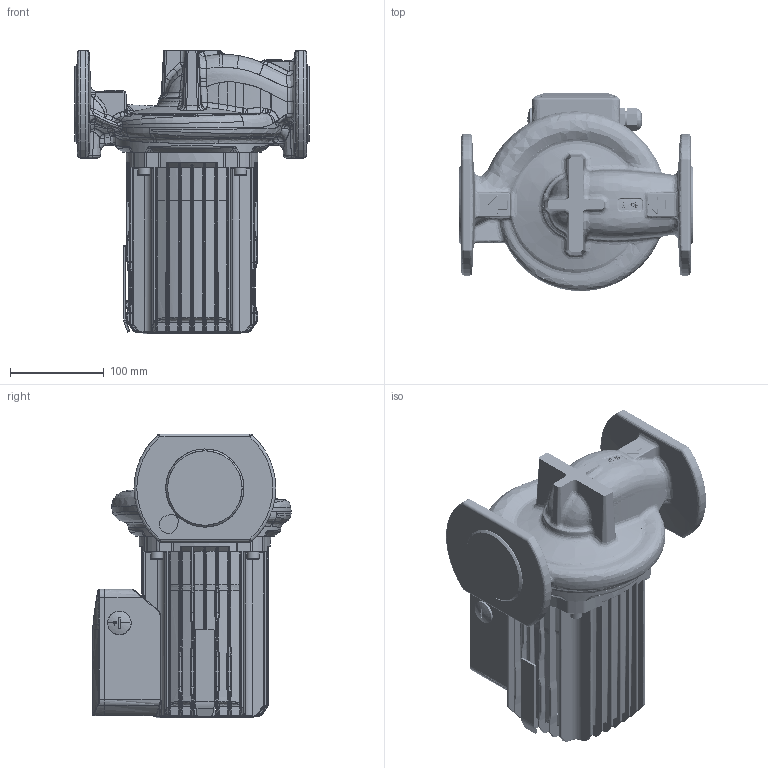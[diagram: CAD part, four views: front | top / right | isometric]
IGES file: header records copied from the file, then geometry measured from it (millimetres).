
Global section: file name: 015P1231 (RWS 40-180FT); native system: AutoCAD 2021 — Русский (Russian),62HAutod; preprocessor: esk Translation Framework DWG producer (atf_dwg_producer); organization: unknown; date: 20240903.213938; units: millimetre
Bounding box: 250 x 211.21 x 302.41 mm (x, y, z)
Volume: 10436 mm3; surface area: 406862.3 mm2
Topology: 2 solids, 2 shells, 3234 faces, 51184 edges, 51063 vertices
Faces by surface type: revolution 1675, bspline 1559
